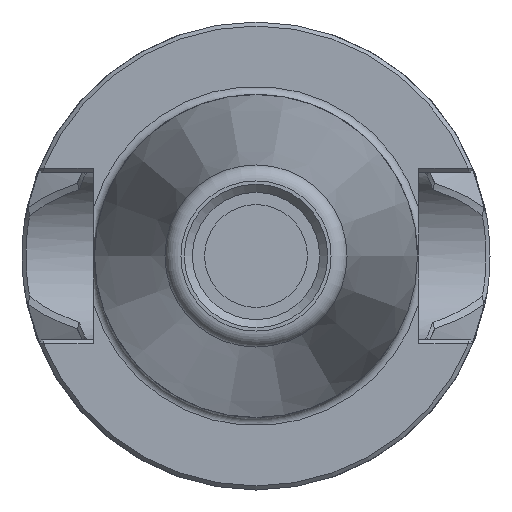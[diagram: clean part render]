
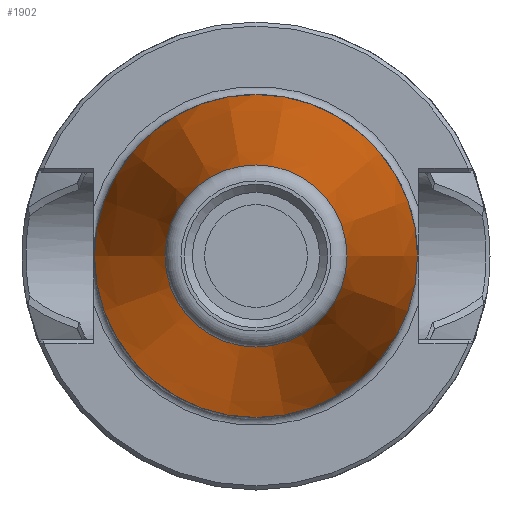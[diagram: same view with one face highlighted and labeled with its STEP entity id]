
A CAD part, left-side view. The second image highlights one B-rep face of the part: STEP entity #1902.
In plain terms, the highlighted conical face has half-angle 8.374 degrees and reference radius 12.312 mm.
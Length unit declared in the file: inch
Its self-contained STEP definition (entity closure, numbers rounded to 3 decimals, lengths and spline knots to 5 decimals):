
#375=CONICAL_SURFACE('',#2064,0.48474,8.374);
#411=FACE_BOUND('',#583,.T.);
#458=FACE_OUTER_BOUND('',#582,.T.);
#582=EDGE_LOOP('',(#1365));
#583=EDGE_LOOP('',(#1366));
#684=CIRCLE('',#2050,0.625);
#690=CIRCLE('',#2063,0.35235);
#777=VERTEX_POINT('',#2737);
#783=VERTEX_POINT('',#2756);
#1000=EDGE_CURVE('',#777,#777,#684,.T.);
#1006=EDGE_CURVE('',#783,#783,#690,.T.);
#1365=ORIENTED_EDGE('',*,*,#1000,.T.);
#1366=ORIENTED_EDGE('',*,*,#1006,.F.);
#1902=ADVANCED_FACE('',(#458,#411),#375,.T.);
#2050=AXIS2_PLACEMENT_3D('',#2738,#2320,#2321);
#2063=AXIS2_PLACEMENT_3D('',#2757,#2346,#2347);
#2064=AXIS2_PLACEMENT_3D('',#2758,#2348,#2349);
#2320=DIRECTION('center_axis',(-1.,0.,0.));
#2321=DIRECTION('ref_axis',(0.,0.,1.));
#2346=DIRECTION('center_axis',(-1.,0.,0.));
#2347=DIRECTION('ref_axis',(0.,1.,0.));
#2348=DIRECTION('center_axis',(1.,0.,0.));
#2349=DIRECTION('ref_axis',(0.,-1.,0.));
#2737=CARTESIAN_POINT('',(1.90551,-0.625,0.));
#2738=CARTESIAN_POINT('Origin',(1.90551,0.,0.));
#2756=CARTESIAN_POINT('',(0.0534,-0.35235,0.));
#2757=CARTESIAN_POINT('Origin',(0.0534,0.,0.));
#2758=CARTESIAN_POINT('Origin',(0.95276,0.,0.));
